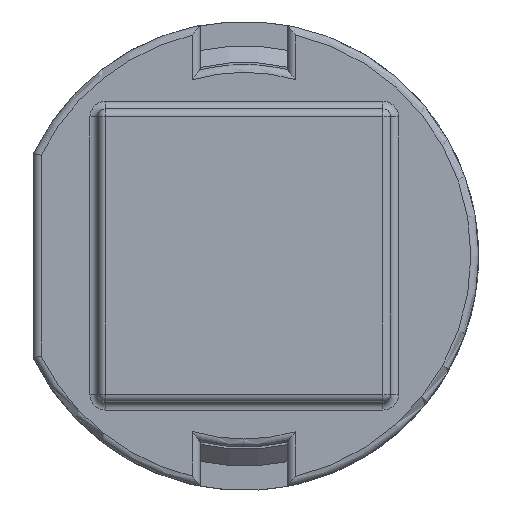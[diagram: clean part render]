
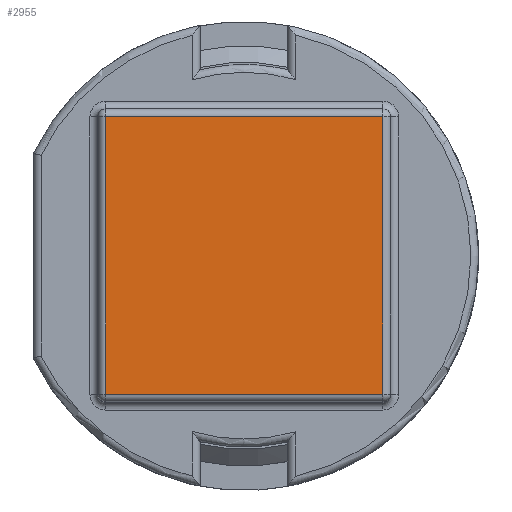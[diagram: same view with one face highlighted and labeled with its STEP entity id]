
A CAD part, top view. The second image highlights one B-rep face of the part: STEP entity #2955.
In plain terms, the highlighted planar face has unit normal (0, 0, 1).
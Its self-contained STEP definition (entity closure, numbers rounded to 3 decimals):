
#141=LINE('',#4069,#330);
#142=LINE('',#4072,#331);
#143=LINE('',#4074,#332);
#144=LINE('',#4076,#333);
#330=VECTOR('',#3399,1000.);
#331=VECTOR('',#3400,1000.);
#332=VECTOR('',#3401,1000.);
#333=VECTOR('',#3402,1000.);
#546=ORIENTED_EDGE('',*,*,#1154,.T.);
#547=ORIENTED_EDGE('',*,*,#1155,.T.);
#548=ORIENTED_EDGE('',*,*,#1156,.T.);
#549=ORIENTED_EDGE('',*,*,#1157,.T.);
#1154=EDGE_CURVE('',#1457,#1458,#141,.T.);
#1155=EDGE_CURVE('',#1458,#1459,#142,.T.);
#1156=EDGE_CURVE('',#1459,#1460,#143,.T.);
#1157=EDGE_CURVE('',#1460,#1457,#144,.T.);
#1457=VERTEX_POINT('',#4070);
#1458=VERTEX_POINT('',#4071);
#1459=VERTEX_POINT('',#4073);
#1460=VERTEX_POINT('',#4075);
#1689=EDGE_LOOP('',(#546,#547,#548,#549));
#1833=FACE_BOUND('',#1689,.T.);
#1975=PLANE('',#3113);
#2955=ADVANCED_FACE('',(#1833),#1975,.T.);
#3113=AXIS2_PLACEMENT_3D('',#4068,#3397,#3398);
#3397=DIRECTION('',(0.,0.,1.));
#3398=DIRECTION('',(1.,0.,0.));
#3399=DIRECTION('',(0.,-1.,0.));
#3400=DIRECTION('',(1.,0.,0.));
#3401=DIRECTION('',(0.,1.,0.));
#3402=DIRECTION('',(-1.,0.,0.));
#4068=CARTESIAN_POINT('',(0.,0.,9.8));
#4069=CARTESIAN_POINT('',(-3.55,-3.75,9.8));
#4070=CARTESIAN_POINT('',(-3.55,3.55,9.8));
#4071=CARTESIAN_POINT('',(-3.55,-3.55,9.8));
#4072=CARTESIAN_POINT('',(3.75,-3.55,9.8));
#4073=CARTESIAN_POINT('',(3.55,-3.55,9.8));
#4074=CARTESIAN_POINT('',(3.55,3.75,9.8));
#4075=CARTESIAN_POINT('',(3.55,3.55,9.8));
#4076=CARTESIAN_POINT('',(-3.75,3.55,9.8));
